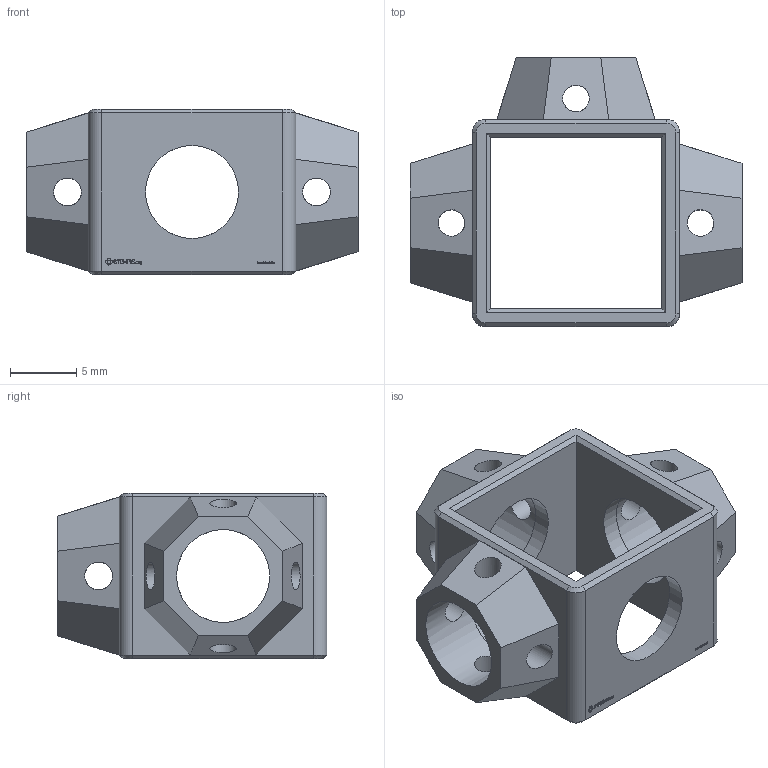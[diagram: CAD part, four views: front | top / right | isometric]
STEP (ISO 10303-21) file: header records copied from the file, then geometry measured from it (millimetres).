
FILE_DESCRIPTION(('FreeCAD Model'),'2;1');
FILE_NAME('Open CASCADE Shape Model','2021-05-22T09:18:03',( 'Paulo Kiefe'),('STEMFIE.org'),'Open CASCADE STEP processor 7.4', 'FreeCAD','Unknown');
FILE_SCHEMA(('AUTOMOTIVE_DESIGN { 1 0 10303 214 1 1 1 1 }'));
Length unit declared in the file: millimetre
Products named in the file (1): Connector_THR-H_BEM_SFT_3W_BU01x01x01x00.50_-_SPN-CON-0004_
(stemfie.org)
Bounding box: 25 x 20.31 x 12.5 mm (x, y, z)
Volume: 1401.5 mm3; surface area: 2077.8 mm2
Topology: 1 solids, 1 shells, 549 faces, 1524 edges, 1010 vertices
Faces by surface type: plane 326, extrusion 168, bspline 24, cylinder 23, cone 8
Full cylindrical faces by diameter (mm): 1.995 x4, 2 x2, 2.1 x6, 7 x7
Entity records: 46305 total; most frequent: CARTESIAN_POINT 17460, DIRECTION 4470, VECTOR 3692, LINE 3524, ORIENTED_EDGE 3048, PCURVE 3048, DEFINITIONAL_REPRESENTATION 3048, EDGE_CURVE 1524
